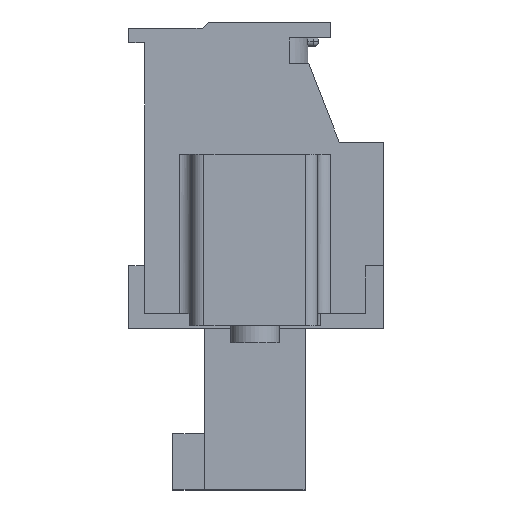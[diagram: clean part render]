
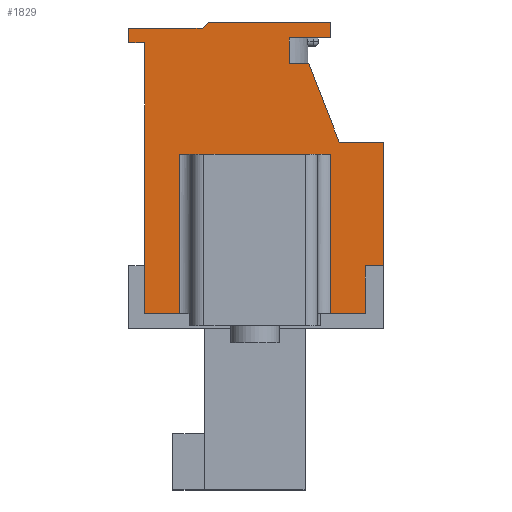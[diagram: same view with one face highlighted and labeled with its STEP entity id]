
A CAD part, left-side view. The second image highlights one B-rep face of the part: STEP entity #1829.
In plain terms, the highlighted planar face has unit normal (-1, 0, 0).
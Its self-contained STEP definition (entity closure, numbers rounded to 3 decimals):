
#1829 = ADVANCED_FACE( '', ( #4116 ), #4117, .T. );
#4116 = FACE_OUTER_BOUND( '', #7014, .T. );
#4117 = PLANE( '', #7015 );
#7014 = EDGE_LOOP( '', ( #11726, #11727, #11728, #11729, #11730, #11731, #11732, #11733, #11734, #11735, #11736, #11737, #11738, #11739, #11740, #11741, #11742, #11743, #11744, #11745 ) );
#7015 = AXIS2_PLACEMENT_3D( '', #11746, #11747, #11748 );
#11726 = ORIENTED_EDGE( '', *, *, #18833, .F. );
#11727 = ORIENTED_EDGE( '', *, *, #19268, .T. );
#11728 = ORIENTED_EDGE( '', *, *, #19269, .T. );
#11729 = ORIENTED_EDGE( '', *, *, #18951, .T. );
#11730 = ORIENTED_EDGE( '', *, *, #19270, .T. );
#11731 = ORIENTED_EDGE( '', *, *, #18123, .T. );
#11732 = ORIENTED_EDGE( '', *, *, #19271, .T. );
#11733 = ORIENTED_EDGE( '', *, *, #19272, .T. );
#11734 = ORIENTED_EDGE( '', *, *, #18333, .F. );
#11735 = ORIENTED_EDGE( '', *, *, #17642, .T. );
#11736 = ORIENTED_EDGE( '', *, *, #17802, .T. );
#11737 = ORIENTED_EDGE( '', *, *, #19273, .T. );
#11738 = ORIENTED_EDGE( '', *, *, #19274, .T. );
#11739 = ORIENTED_EDGE( '', *, *, #17962, .T. );
#11740 = ORIENTED_EDGE( '', *, *, #19275, .T. );
#11741 = ORIENTED_EDGE( '', *, *, #19276, .T. );
#11742 = ORIENTED_EDGE( '', *, *, #18107, .T. );
#11743 = ORIENTED_EDGE( '', *, *, #19277, .T. );
#11744 = ORIENTED_EDGE( '', *, *, #19278, .T. );
#11745 = ORIENTED_EDGE( '', *, *, #19082, .T. );
#11746 = CARTESIAN_POINT( '', ( -13.335, 0., 0. ) );
#11747 = DIRECTION( '', ( -1., 0., 0. ) );
#11748 = DIRECTION( '', ( 0., 0., 1. ) );
#17642 = EDGE_CURVE( '', #21059, #21057, #21060, .T. );
#17802 = EDGE_CURVE( '', #21057, #21347, #21349, .T. );
#17962 = EDGE_CURVE( '', #21638, #21639, #21640, .T. );
#18107 = EDGE_CURVE( '', #21894, #21895, #21896, .T. );
#18123 = EDGE_CURVE( '', #21925, #21923, #21926, .T. );
#18333 = EDGE_CURVE( '', #21059, #22289, #22290, .T. );
#18833 = EDGE_CURVE( '', #23126, #23128, #23129, .T. );
#18951 = EDGE_CURVE( '', #23321, #23319, #23322, .T. );
#19082 = EDGE_CURVE( '', #23525, #23128, #23526, .T. );
#19268 = EDGE_CURVE( '', #23126, #23819, #23820, .F. );
#19269 = EDGE_CURVE( '', #23819, #23321, #23821, .T. );
#19270 = EDGE_CURVE( '', #23319, #21925, #23822, .T. );
#19271 = EDGE_CURVE( '', #21923, #23823, #23824, .T. );
#19272 = EDGE_CURVE( '', #23823, #22289, #23825, .T. );
#19273 = EDGE_CURVE( '', #21347, #23826, #23827, .T. );
#19274 = EDGE_CURVE( '', #23826, #21638, #23828, .T. );
#19275 = EDGE_CURVE( '', #21639, #23829, #23830, .T. );
#19276 = EDGE_CURVE( '', #23829, #21894, #23831, .T. );
#19277 = EDGE_CURVE( '', #21895, #23832, #23833, .T. );
#19278 = EDGE_CURVE( '', #23832, #23525, #23834, .T. );
#21057 = VERTEX_POINT( '', #26105 );
#21059 = VERTEX_POINT( '', #26108 );
#21060 = LINE( '', #26109, #26110 );
#21347 = VERTEX_POINT( '', #26515 );
#21349 = LINE( '', #26518, #26519 );
#21638 = VERTEX_POINT( '', #26913 );
#21639 = VERTEX_POINT( '', #26914 );
#21640 = LINE( '', #26915, #26916 );
#21894 = VERTEX_POINT( '', #27291 );
#21895 = VERTEX_POINT( '', #27292 );
#21896 = LINE( '', #27293, #27294 );
#21923 = VERTEX_POINT( '', #27333 );
#21925 = VERTEX_POINT( '', #27336 );
#21926 = LINE( '', #27337, #27338 );
#22289 = VERTEX_POINT( '', #27880 );
#22290 = LINE( '', #27881, #27882 );
#23126 = VERTEX_POINT( '', #29123 );
#23128 = VERTEX_POINT( '', #29125 );
#23129 = LINE( '', #29126, #29127 );
#23319 = VERTEX_POINT( '', #29455 );
#23321 = VERTEX_POINT( '', #29458 );
#23322 = LINE( '', #29459, #29460 );
#23525 = VERTEX_POINT( '', #29757 );
#23526 = LINE( '', #29758, #29759 );
#23819 = VERTEX_POINT( '', #30191 );
#23820 = LINE( '', #30192, #30193 );
#23821 = LINE( '', #30194, #30195 );
#23822 = LINE( '', #30196, #30197 );
#23823 = VERTEX_POINT( '', #30198 );
#23824 = LINE( '', #30199, #30200 );
#23825 = LINE( '', #30201, #30202 );
#23826 = VERTEX_POINT( '', #30203 );
#23827 = LINE( '', #30204, #30205 );
#23828 = LINE( '', #30206, #30207 );
#23829 = VERTEX_POINT( '', #30208 );
#23830 = LINE( '', #30209, #30210 );
#23831 = LINE( '', #30211, #30212 );
#23832 = VERTEX_POINT( '', #30213 );
#23833 = LINE( '', #30214, #30215 );
#23834 = LINE( '', #30216, #30217 );
#26105 = CARTESIAN_POINT( '', ( -13.335, -1.4, 5.725 ) );
#26108 = CARTESIAN_POINT( '', ( -13.335, -1.4, 4.675 ) );
#26109 = CARTESIAN_POINT( '', ( -13.335, -1.4, 4.675 ) );
#26110 = VECTOR( '', #33643, 1000. );
#26515 = CARTESIAN_POINT( '', ( -13.335, -3.1, 5.725 ) );
#26518 = CARTESIAN_POINT( '', ( -13.335, -2.2, 5.725 ) );
#26519 = VECTOR( '', #33806, 1000. );
#26913 = CARTESIAN_POINT( '', ( -13.335, 1.9, 6.375 ) );
#26914 = CARTESIAN_POINT( '', ( -13.335, 2.153, 6.125 ) );
#26915 = CARTESIAN_POINT( '', ( -13.335, 1.9, 6.375 ) );
#26916 = VECTOR( '', #34008, 1000. );
#27291 = CARTESIAN_POINT( '', ( -13.335, 5.15, 5.525 ) );
#27292 = CARTESIAN_POINT( '', ( -13.335, 4.5, 5.525 ) );
#27293 = CARTESIAN_POINT( '', ( -13.335, 5.15, 5.525 ) );
#27294 = VECTOR( '', #34157, 1000. );
#27333 = CARTESIAN_POINT( '', ( -13.335, -5.25, 1.475 ) );
#27336 = CARTESIAN_POINT( '', ( -13.335, -5.25, -3.575 ) );
#27337 = CARTESIAN_POINT( '', ( -13.335, -5.25, -3.575 ) );
#27338 = VECTOR( '', #34171, 1000. );
#27880 = CARTESIAN_POINT( '', ( -13.335, -2.2, 4.675 ) );
#27881 = CARTESIAN_POINT( '', ( -13.335, -1.4, 4.675 ) );
#27882 = VECTOR( '', #34363, 1000. );
#29123 = CARTESIAN_POINT( '', ( -13.335, -3.075, 0.975 ) );
#29125 = CARTESIAN_POINT( '', ( -13.335, 3.075, 0.975 ) );
#29126 = CARTESIAN_POINT( '', ( -13.335, -2.575, 0.975 ) );
#29127 = VECTOR( '', #34894, 1000. );
#29455 = CARTESIAN_POINT( '', ( -13.335, -4.5, -3.575 ) );
#29458 = CARTESIAN_POINT( '', ( -13.335, -4.5, -5.525 ) );
#29459 = CARTESIAN_POINT( '', ( -13.335, -4.5, -5.525 ) );
#29460 = VECTOR( '', #35000, 1000. );
#29757 = CARTESIAN_POINT( '', ( -13.335, 3.075, -5.525 ) );
#29758 = CARTESIAN_POINT( '', ( -13.335, 3.075, 0. ) );
#29759 = VECTOR( '', #35128, 1000. );
#30191 = CARTESIAN_POINT( '', ( -13.335, -3.075, -5.525 ) );
#30192 = CARTESIAN_POINT( '', ( -13.335, -3.075, -5.525 ) );
#30193 = VECTOR( '', #35289, 1000. );
#30194 = CARTESIAN_POINT( '', ( -13.335, 4.5, -5.525 ) );
#30195 = VECTOR( '', #35290, 1000. );
#30196 = CARTESIAN_POINT( '', ( -13.335, -4.5, -3.575 ) );
#30197 = VECTOR( '', #35291, 1000. );
#30198 = CARTESIAN_POINT( '', ( -13.335, -3.45, 1.475 ) );
#30199 = CARTESIAN_POINT( '', ( -13.335, -5.25, 1.475 ) );
#30200 = VECTOR( '', #35292, 1000. );
#30201 = CARTESIAN_POINT( '', ( -13.335, -3.45, 1.475 ) );
#30202 = VECTOR( '', #35293, 1000. );
#30203 = CARTESIAN_POINT( '', ( -13.335, -3.1, 6.375 ) );
#30204 = CARTESIAN_POINT( '', ( -13.335, -3.1, 5.725 ) );
#30205 = VECTOR( '', #35294, 1000. );
#30206 = CARTESIAN_POINT( '', ( -13.335, -3.1, 6.375 ) );
#30207 = VECTOR( '', #35295, 1000. );
#30208 = CARTESIAN_POINT( '', ( -13.335, 5.15, 6.125 ) );
#30209 = CARTESIAN_POINT( '', ( -13.335, 2.153, 6.125 ) );
#30210 = VECTOR( '', #35296, 1000. );
#30211 = CARTESIAN_POINT( '', ( -13.335, 5.15, 6.125 ) );
#30212 = VECTOR( '', #35297, 1000. );
#30213 = CARTESIAN_POINT( '', ( -13.335, 4.5, -5.525 ) );
#30214 = CARTESIAN_POINT( '', ( -13.335, 4.5, 5.525 ) );
#30215 = VECTOR( '', #35298, 1000. );
#30216 = CARTESIAN_POINT( '', ( -13.335, 4.5, -5.525 ) );
#30217 = VECTOR( '', #35299, 1000. );
#33643 = DIRECTION( '', ( 0., 0., 1. ) );
#33806 = DIRECTION( '', ( 0., -1., 0. ) );
#34008 = DIRECTION( '', ( 0., 0.711, -0.704 ) );
#34157 = DIRECTION( '', ( 0., -1., 0. ) );
#34171 = DIRECTION( '', ( 0., 0., 1. ) );
#34363 = DIRECTION( '', ( 0., -1., 0. ) );
#34894 = DIRECTION( '', ( 0., 1., 0. ) );
#35000 = DIRECTION( '', ( 0., 0., 1. ) );
#35128 = DIRECTION( '', ( 0., 0., 1. ) );
#35289 = DIRECTION( '', ( 0., 0., 1. ) );
#35290 = DIRECTION( '', ( 0., -1., 0. ) );
#35291 = DIRECTION( '', ( 0., -1., 0. ) );
#35292 = DIRECTION( '', ( 0., 1., 0. ) );
#35293 = DIRECTION( '', ( 0., 0.364, 0.931 ) );
#35294 = DIRECTION( '', ( 0., 0., 1. ) );
#35295 = DIRECTION( '', ( 0., 1., 0. ) );
#35296 = DIRECTION( '', ( 0., 1., 0. ) );
#35297 = DIRECTION( '', ( 0., 0., -1. ) );
#35298 = DIRECTION( '', ( 0., 0., -1. ) );
#35299 = DIRECTION( '', ( 0., -1., 0. ) );
